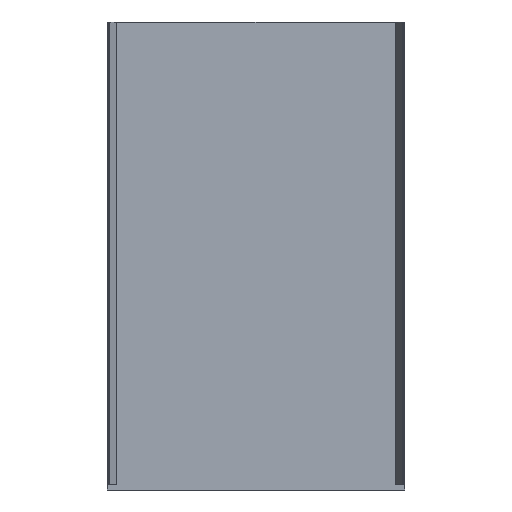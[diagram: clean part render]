
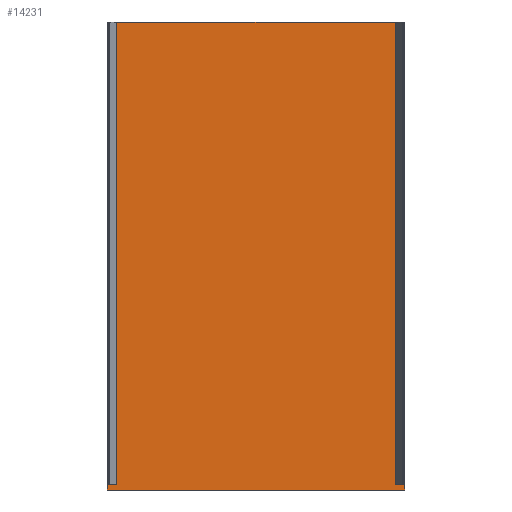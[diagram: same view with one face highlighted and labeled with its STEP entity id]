
A CAD part, front view. The second image highlights one B-rep face of the part: STEP entity #14231.
In plain terms, the highlighted planar face has unit normal (0, -1, 0).
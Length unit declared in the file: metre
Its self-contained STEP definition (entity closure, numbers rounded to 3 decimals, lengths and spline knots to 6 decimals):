
#2452=ORIENTED_EDGE('',*,*,#5824,.F.);
#2453=ORIENTED_EDGE('',*,*,#5829,.F.);
#2454=ORIENTED_EDGE('',*,*,#5830,.F.);
#2455=ORIENTED_EDGE('',*,*,#5831,.T.);
#2456=ORIENTED_EDGE('',*,*,#5832,.T.);
#2457=ORIENTED_EDGE('',*,*,#5833,.T.);
#2458=ORIENTED_EDGE('',*,*,#5834,.F.);
#2459=ORIENTED_EDGE('',*,*,#5835,.F.);
#5824=EDGE_CURVE('',#7216,#7217,#9134,.T.);
#5829=EDGE_CURVE('',#7220,#7216,#9139,.T.);
#5830=EDGE_CURVE('',#7221,#7220,#9140,.T.);
#5831=EDGE_CURVE('',#7221,#7222,#9141,.F.);
#5832=EDGE_CURVE('',#7222,#7223,#9142,.T.);
#5833=EDGE_CURVE('',#7223,#7224,#9143,.F.);
#5834=EDGE_CURVE('',#7225,#7224,#9144,.T.);
#5835=EDGE_CURVE('',#7217,#7225,#9145,.T.);
#7216=VERTEX_POINT('',#21946);
#7217=VERTEX_POINT('',#21948);
#7220=VERTEX_POINT('',#21958);
#7221=VERTEX_POINT('',#21960);
#7222=VERTEX_POINT('',#21962);
#7223=VERTEX_POINT('',#21964);
#7224=VERTEX_POINT('',#21966);
#7225=VERTEX_POINT('',#21968);
#9134=LINE('',#21947,#11088);
#9139=LINE('',#21957,#11093);
#9140=LINE('',#21959,#11094);
#9141=LINE('',#21961,#11095);
#9142=LINE('',#21963,#11096);
#9143=LINE('',#21965,#11097);
#9144=LINE('',#21967,#11098);
#9145=LINE('',#21969,#11099);
#11088=VECTOR('',#17994,1.);
#11093=VECTOR('',#18003,1.);
#11094=VECTOR('',#18004,1.);
#11095=VECTOR('',#18005,1.);
#11096=VECTOR('',#18006,1.);
#11097=VECTOR('',#18007,1.);
#11098=VECTOR('',#18008,1.);
#11099=VECTOR('',#18009,1.);
#11847=EDGE_LOOP('',(#2452,#2453,#2454,#2455,#2456,#2457,#2458,#2459));
#12715=FACE_BOUND('',#11847,.T.);
#13582=PLANE('',#14909);
#14231=ADVANCED_FACE('',(#12715),#13582,.F.);
#14909=AXIS2_PLACEMENT_3D('',#21956,#18001,#18002);
#17994=DIRECTION('',(-1.,0.,0.));
#18001=DIRECTION('',(0.,1.,0.));
#18002=DIRECTION('',(-1.,0.,0.));
#18003=DIRECTION('',(0.,0.,-1.));
#18004=DIRECTION('',(1.,0.,0.));
#18005=DIRECTION('',(0.,0.,-1.));
#18006=DIRECTION('',(-1.,0.,0.));
#18007=DIRECTION('',(0.,0.,1.));
#18008=DIRECTION('',(1.,0.,0.));
#18009=DIRECTION('',(0.,0.,1.));
#21946=CARTESIAN_POINT('',(0.09748,-0.11715,-0.14855));
#21947=CARTESIAN_POINT('',(0.041834,-0.11715,-0.14855));
#21948=CARTESIAN_POINT('',(-0.013813,-0.11715,-0.14855));
#21956=CARTESIAN_POINT('',(0.041834,-0.11715,-0.04005));
#21957=CARTESIAN_POINT('',(0.09748,-0.11715,-0.04005));
#21958=CARTESIAN_POINT('',(0.09748,-0.11715,-0.14655));
#21959=CARTESIAN_POINT('',(0.041834,-0.11715,-0.14655));
#21960=CARTESIAN_POINT('',(0.09385,-0.11715,-0.14655));
#21961=CARTESIAN_POINT('',(0.09385,-0.11715,-0.03905));
#21962=CARTESIAN_POINT('',(0.09385,-0.11715,0.02645));
#21963=CARTESIAN_POINT('',(0.041834,-0.11715,0.02645));
#21964=CARTESIAN_POINT('',(-0.010183,-0.11715,0.02645));
#21965=CARTESIAN_POINT('',(-0.010183,-0.11715,-0.04005));
#21966=CARTESIAN_POINT('',(-0.010183,-0.11715,-0.14655));
#21967=CARTESIAN_POINT('',(0.041834,-0.11715,-0.14655));
#21968=CARTESIAN_POINT('',(-0.013813,-0.11715,-0.14655));
#21969=CARTESIAN_POINT('',(-0.013813,-0.11715,-0.04005));
